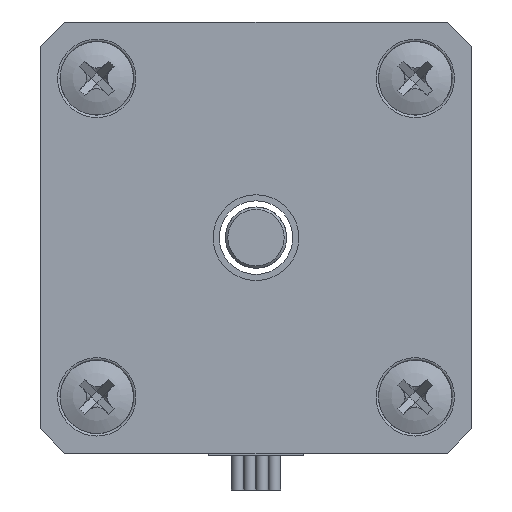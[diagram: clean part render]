
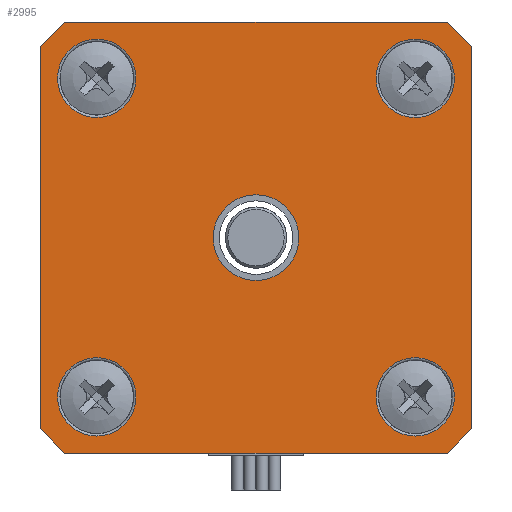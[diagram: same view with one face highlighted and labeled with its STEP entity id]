
A CAD part, front view. The second image highlights one B-rep face of the part: STEP entity #2995.
In plain terms, the highlighted planar face has unit normal (0, -1, 0).
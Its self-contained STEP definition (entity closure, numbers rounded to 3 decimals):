
#96=FACE_BOUND('',#424,.T.);
#97=FACE_BOUND('',#425,.T.);
#98=FACE_BOUND('',#426,.T.);
#99=FACE_BOUND('',#427,.T.);
#100=FACE_BOUND('',#428,.T.);
#135=PLANE('',#3351);
#253=FACE_OUTER_BOUND('',#423,.T.);
#423=EDGE_LOOP('',(#2110,#2111,#2112,#2113,#2114,#2115,#2116,#2117));
#424=EDGE_LOOP('',(#2118,#2119));
#425=EDGE_LOOP('',(#2120,#2121));
#426=EDGE_LOOP('',(#2122));
#427=EDGE_LOOP('',(#2123,#2124));
#428=EDGE_LOOP('',(#2125,#2126));
#595=CIRCLE('',#3345,3.2);
#600=CIRCLE('',#3350,3.2);
#601=CIRCLE('',#3352,3.2);
#602=CIRCLE('',#3353,3.2);
#603=CIRCLE('',#3354,3.2);
#604=CIRCLE('',#3355,3.2);
#605=CIRCLE('',#3356,3.5);
#606=CIRCLE('',#3357,3.2);
#607=CIRCLE('',#3358,3.2);
#791=LINE('',#4697,#1042);
#792=LINE('',#4699,#1043);
#793=LINE('',#4701,#1044);
#794=LINE('',#4703,#1045);
#795=LINE('',#4705,#1046);
#796=LINE('',#4707,#1047);
#797=LINE('',#4709,#1048);
#798=LINE('',#4710,#1049);
#1042=VECTOR('',#3789,10.);
#1043=VECTOR('',#3790,10.);
#1044=VECTOR('',#3791,10.);
#1045=VECTOR('',#3792,10.);
#1046=VECTOR('',#3793,10.);
#1047=VECTOR('',#3794,10.);
#1048=VECTOR('',#3795,10.);
#1049=VECTOR('',#3796,10.);
#1282=VERTEX_POINT('',#4683);
#1283=VERTEX_POINT('',#4684);
#1287=VERTEX_POINT('',#4695);
#1288=VERTEX_POINT('',#4696);
#1289=VERTEX_POINT('',#4698);
#1290=VERTEX_POINT('',#4700);
#1291=VERTEX_POINT('',#4702);
#1292=VERTEX_POINT('',#4704);
#1293=VERTEX_POINT('',#4706);
#1294=VERTEX_POINT('',#4708);
#1295=VERTEX_POINT('',#4711);
#1296=VERTEX_POINT('',#4712);
#1297=VERTEX_POINT('',#4715);
#1298=VERTEX_POINT('',#4716);
#1299=VERTEX_POINT('',#4719);
#1300=VERTEX_POINT('',#4721);
#1301=VERTEX_POINT('',#4722);
#1606=EDGE_CURVE('',#1282,#1283,#595,.T.);
#1611=EDGE_CURVE('',#1283,#1282,#600,.T.);
#1612=EDGE_CURVE('',#1287,#1288,#791,.T.);
#1613=EDGE_CURVE('',#1288,#1289,#792,.T.);
#1614=EDGE_CURVE('',#1289,#1290,#793,.T.);
#1615=EDGE_CURVE('',#1290,#1291,#794,.T.);
#1616=EDGE_CURVE('',#1291,#1292,#795,.T.);
#1617=EDGE_CURVE('',#1292,#1293,#796,.T.);
#1618=EDGE_CURVE('',#1293,#1294,#797,.T.);
#1619=EDGE_CURVE('',#1294,#1287,#798,.T.);
#1620=EDGE_CURVE('',#1295,#1296,#601,.T.);
#1621=EDGE_CURVE('',#1296,#1295,#602,.T.);
#1622=EDGE_CURVE('',#1297,#1298,#603,.T.);
#1623=EDGE_CURVE('',#1298,#1297,#604,.T.);
#1624=EDGE_CURVE('',#1299,#1299,#605,.T.);
#1625=EDGE_CURVE('',#1300,#1301,#606,.T.);
#1626=EDGE_CURVE('',#1301,#1300,#607,.T.);
#2110=ORIENTED_EDGE('',*,*,#1612,.T.);
#2111=ORIENTED_EDGE('',*,*,#1613,.T.);
#2112=ORIENTED_EDGE('',*,*,#1614,.T.);
#2113=ORIENTED_EDGE('',*,*,#1615,.T.);
#2114=ORIENTED_EDGE('',*,*,#1616,.T.);
#2115=ORIENTED_EDGE('',*,*,#1617,.T.);
#2116=ORIENTED_EDGE('',*,*,#1618,.T.);
#2117=ORIENTED_EDGE('',*,*,#1619,.T.);
#2118=ORIENTED_EDGE('',*,*,#1620,.F.);
#2119=ORIENTED_EDGE('',*,*,#1621,.F.);
#2120=ORIENTED_EDGE('',*,*,#1622,.F.);
#2121=ORIENTED_EDGE('',*,*,#1623,.F.);
#2122=ORIENTED_EDGE('',*,*,#1624,.T.);
#2123=ORIENTED_EDGE('',*,*,#1625,.F.);
#2124=ORIENTED_EDGE('',*,*,#1626,.F.);
#2125=ORIENTED_EDGE('',*,*,#1606,.F.);
#2126=ORIENTED_EDGE('',*,*,#1611,.F.);
#2995=ADVANCED_FACE('',(#253,#96,#97,#98,#99,#100),#135,.T.);
#3345=AXIS2_PLACEMENT_3D('',#4685,#3775,#3776);
#3350=AXIS2_PLACEMENT_3D('',#4693,#3785,#3786);
#3351=AXIS2_PLACEMENT_3D('',#4694,#3787,#3788);
#3352=AXIS2_PLACEMENT_3D('',#4713,#3797,#3798);
#3353=AXIS2_PLACEMENT_3D('',#4714,#3799,#3800);
#3354=AXIS2_PLACEMENT_3D('',#4717,#3801,#3802);
#3355=AXIS2_PLACEMENT_3D('',#4718,#3803,#3804);
#3356=AXIS2_PLACEMENT_3D('',#4720,#3805,#3806);
#3357=AXIS2_PLACEMENT_3D('',#4723,#3807,#3808);
#3358=AXIS2_PLACEMENT_3D('',#4724,#3809,#3810);
#3775=DIRECTION('center_axis',(0.,-1.,0.));
#3776=DIRECTION('ref_axis',(-1.,0.,0.));
#3785=DIRECTION('center_axis',(0.,-1.,0.));
#3786=DIRECTION('ref_axis',(-1.,0.,0.));
#3787=DIRECTION('center_axis',(0.,-1.,0.));
#3788=DIRECTION('ref_axis',(0.,0.,-1.));
#3789=DIRECTION('',(-0.707,0.,-0.707));
#3790=DIRECTION('',(0.,0.,-1.));
#3791=DIRECTION('',(0.707,0.,-0.707));
#3792=DIRECTION('',(1.,0.,0.));
#3793=DIRECTION('',(0.707,0.,0.707));
#3794=DIRECTION('',(0.,0.,1.));
#3795=DIRECTION('',(-0.707,0.,0.707));
#3796=DIRECTION('',(-1.,0.,0.));
#3797=DIRECTION('center_axis',(0.,-1.,0.));
#3798=DIRECTION('ref_axis',(-1.,0.,0.));
#3799=DIRECTION('center_axis',(0.,-1.,0.));
#3800=DIRECTION('ref_axis',(-1.,0.,0.));
#3801=DIRECTION('center_axis',(0.,-1.,0.));
#3802=DIRECTION('ref_axis',(-1.,0.,0.));
#3803=DIRECTION('center_axis',(0.,-1.,0.));
#3804=DIRECTION('ref_axis',(-1.,0.,0.));
#3805=DIRECTION('center_axis',(0.,1.,0.));
#3806=DIRECTION('ref_axis',(-1.,0.,0.));
#3807=DIRECTION('center_axis',(0.,-1.,0.));
#3808=DIRECTION('ref_axis',(-1.,0.,0.));
#3809=DIRECTION('center_axis',(0.,-1.,0.));
#3810=DIRECTION('ref_axis',(-1.,0.,0.));
#4683=CARTESIAN_POINT('',(-9.8,-13.5,-13.));
#4684=CARTESIAN_POINT('',(-13.,-13.5,-16.2));
#4685=CARTESIAN_POINT('Origin',(-13.,-13.5,-13.));
#4693=CARTESIAN_POINT('Origin',(-13.,-13.5,-13.));
#4694=CARTESIAN_POINT('Origin',(0.,-13.5,0.));
#4695=CARTESIAN_POINT('',(-15.6,-13.5,17.6));
#4696=CARTESIAN_POINT('',(-17.6,-13.5,15.6));
#4697=CARTESIAN_POINT('',(-17.6,-13.5,15.6));
#4698=CARTESIAN_POINT('',(-17.6,-13.5,-15.6));
#4699=CARTESIAN_POINT('',(-17.6,-13.5,-15.6));
#4700=CARTESIAN_POINT('',(-15.6,-13.5,-17.6));
#4701=CARTESIAN_POINT('',(-15.6,-13.5,-17.6));
#4702=CARTESIAN_POINT('',(15.6,-13.5,-17.6));
#4703=CARTESIAN_POINT('',(15.6,-13.5,-17.6));
#4704=CARTESIAN_POINT('',(17.6,-13.5,-15.6));
#4705=CARTESIAN_POINT('',(17.6,-13.5,-15.6));
#4706=CARTESIAN_POINT('',(17.6,-13.5,15.6));
#4707=CARTESIAN_POINT('',(17.6,-13.5,15.6));
#4708=CARTESIAN_POINT('',(15.6,-13.5,17.6));
#4709=CARTESIAN_POINT('',(15.6,-13.5,17.6));
#4710=CARTESIAN_POINT('',(-15.6,-13.5,17.6));
#4711=CARTESIAN_POINT('',(16.2,-13.5,-13.));
#4712=CARTESIAN_POINT('',(13.,-13.5,-16.2));
#4713=CARTESIAN_POINT('Origin',(13.,-13.5,-13.));
#4714=CARTESIAN_POINT('Origin',(13.,-13.5,-13.));
#4715=CARTESIAN_POINT('',(-9.8,-13.5,13.));
#4716=CARTESIAN_POINT('',(-13.,-13.5,9.8));
#4717=CARTESIAN_POINT('Origin',(-13.,-13.5,13.));
#4718=CARTESIAN_POINT('Origin',(-13.,-13.5,13.));
#4719=CARTESIAN_POINT('',(3.5,-13.5,0.));
#4720=CARTESIAN_POINT('Origin',(0.,-13.5,0.));
#4721=CARTESIAN_POINT('',(16.2,-13.5,13.));
#4722=CARTESIAN_POINT('',(13.,-13.5,9.8));
#4723=CARTESIAN_POINT('Origin',(13.,-13.5,13.));
#4724=CARTESIAN_POINT('Origin',(13.,-13.5,13.));
